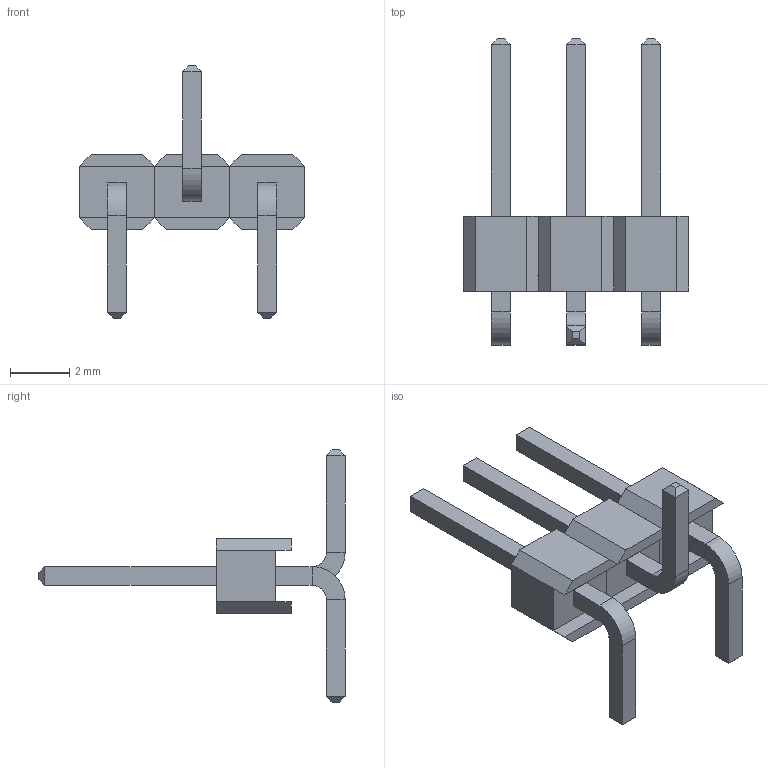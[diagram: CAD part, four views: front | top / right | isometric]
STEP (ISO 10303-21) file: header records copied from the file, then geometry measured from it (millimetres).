
FILE_DESCRIPTION (( 'STEP AP214' ), '1' );
FILE_NAME ('PLS-03SMD.STEP', '2019-07-03T10:25:59', ( '' ), ( '' ), 'SwSTEP 2.0', 'SolidWorks 2018', '' );
FILE_SCHEMA (( 'AUTOMOTIVE_DESIGN' ));
Length unit declared in the file: millimetre
Products named in the file (2): PLS-03SMD; PLS_SMD
Assembly tree (3 placements, depth 2):
  PLS-03SMD
    PLS_SMD  x3
Bounding box: 7.62 x 10.36 x 8.54 mm (x, y, z)
Volume: 54 mm3; surface area: 199.4 mm2
Topology: 3 solids, 3 shells, 120 faces, 264 edges, 156 vertices
Faces by surface type: plane 114, cylinder 6
Entity records: 1578 total; most frequent: CARTESIAN_POINT 186, DIRECTION 184, ORIENTED_EDGE 176, EDGE_CURVE 88, LINE 84, VECTOR 84, VERTEX_POINT 52, AXIS2_PLACEMENT_3D 50
